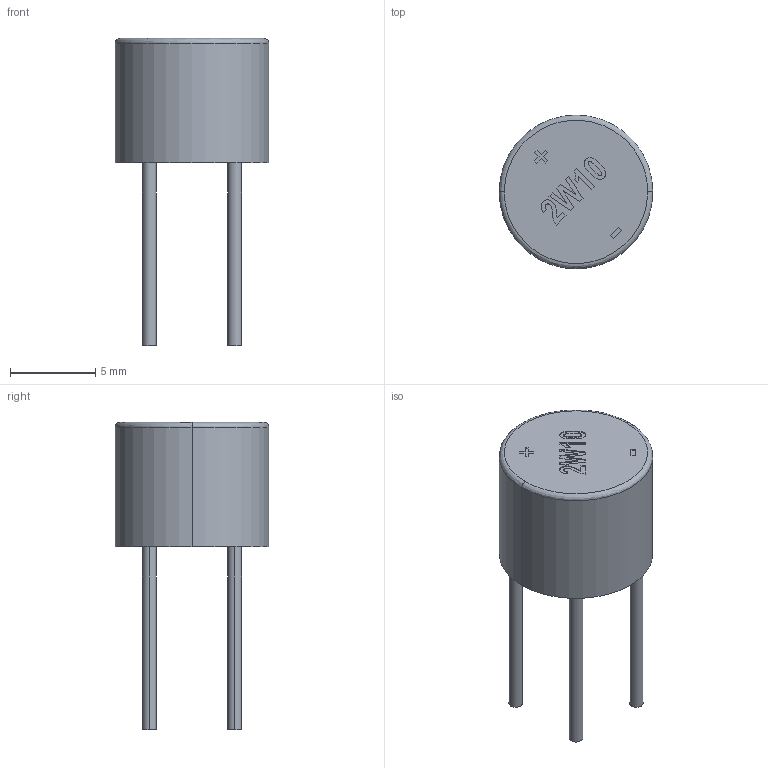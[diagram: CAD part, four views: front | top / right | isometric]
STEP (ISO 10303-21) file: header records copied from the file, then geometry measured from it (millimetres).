
FILE_DESCRIPTION (( 'STEP AP214' ), '1' );
FILE_NAME ('User Library-Silicon Bridge Rectifiers 2W10.STEP', '2014-11-18T01:13:51', ( 'Windows User' ), ( '' ), 'SwSTEP 2.0', 'SolidWorks 2015', '' );
FILE_SCHEMA (( 'AUTOMOTIVE_DESIGN' ));
Length unit declared in the file: millimetre
Products named in the file (1): User Library-Silicon Bridge Rectifiers 2W10
Bounding box: 9 x 9 x 18 mm (x, y, z)
Volume: 470.7 mm3; surface area: 449.7 mm2
Topology: 1 solids, 1 shells, 85 faces, 211 edges, 140 vertices
Faces by surface type: plane 52, bspline 21, cylinder 12
Entity records: 3596 total; most frequent: CARTESIAN_POINT 716, ORIENTED_EDGE 422, DIRECTION 327, EDGE_CURVE 211, VECTOR 145, LINE 145, VERTEX_POINT 140, EDGE_LOOP 97
